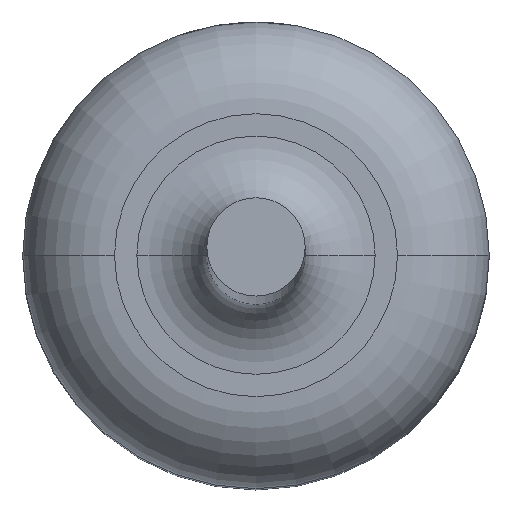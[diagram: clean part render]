
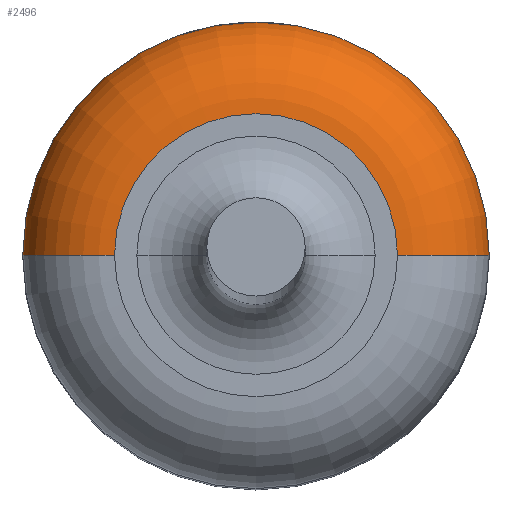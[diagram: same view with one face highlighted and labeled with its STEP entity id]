
A CAD part, top view. The second image highlights one B-rep face of the part: STEP entity #2496.
In plain terms, the highlighted toroidal (fillet/blend) face has major radius 0.77 mm and minor radius 0.5 mm.
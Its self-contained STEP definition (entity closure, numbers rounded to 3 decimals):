
#54 = EDGE_CURVE ( 'NONE', #3387, #3300, #2786, .T. ) ;
#162 = FACE_OUTER_BOUND ( 'NONE', #3137, .T. ) ;
#215 = CIRCLE ( 'NONE', #3299, 0.77 ) ;
#270 = AXIS2_PLACEMENT_3D ( 'NONE', #1582, #3157, #523 ) ;
#282 = AXIS2_PLACEMENT_3D ( 'NONE', #284, #836, #3473 ) ;
#284 = CARTESIAN_POINT ( 'NONE',  ( -0.77, 0., 2.04 ) ) ;
#481 = DIRECTION ( 'NONE',  ( 0., 0., 1. ) ) ;
#502 = VERTEX_POINT ( 'NONE', #2383 ) ;
#523 = DIRECTION ( 'NONE',  ( 0., 0., -1. ) ) ;
#584 = ORIENTED_EDGE ( 'NONE', *, *, #54, .T. ) ;
#660 = DIRECTION ( 'NONE',  ( 1., 0., 0. ) ) ;
#719 = EDGE_CURVE ( 'NONE', #1563, #3300, #215, .T. ) ;
#763 = ORIENTED_EDGE ( 'NONE', *, *, #2598, .F. ) ;
#836 = DIRECTION ( 'NONE',  ( 0., 1., 0. ) ) ;
#959 = CARTESIAN_POINT ( 'NONE',  ( 0., 0., 2.04 ) ) ;
#971 = DIRECTION ( 'NONE',  ( 0., 0., 1. ) ) ;
#1242 = CARTESIAN_POINT ( 'NONE',  ( -1.27, 0., 2.04 ) ) ;
#1463 = ORIENTED_EDGE ( 'NONE', *, *, #1743, .F. ) ;
#1512 = CIRCLE ( 'NONE', #270, 0.5 ) ;
#1563 = VERTEX_POINT ( 'NONE', #3433 ) ;
#1582 = CARTESIAN_POINT ( 'NONE',  ( 0.77, 0., 2.04 ) ) ;
#1743 = EDGE_CURVE ( 'NONE', #3387, #502, #2172, .T. ) ;
#1792 = ORIENTED_EDGE ( 'NONE', *, *, #719, .F. ) ;
#1996 = CARTESIAN_POINT ( 'NONE',  ( -0.77, 0., 2.54 ) ) ;
#2172 = CIRCLE ( 'NONE', #2404, 1.27 ) ;
#2329 = TOROIDAL_SURFACE ( 'NONE', #3035, 0.77, 0.5 ) ;
#2383 = CARTESIAN_POINT ( 'NONE',  ( 1.27, 0., 2.04 ) ) ;
#2404 = AXIS2_PLACEMENT_3D ( 'NONE', #2698, #2982, #3227 ) ;
#2496 = ADVANCED_FACE ( 'NONE', ( #162 ), #2329, .T. ) ;
#2598 = EDGE_CURVE ( 'NONE', #502, #1563, #1512, .T. ) ;
#2698 = CARTESIAN_POINT ( 'NONE',  ( 0., 0., 2.04 ) ) ;
#2786 = CIRCLE ( 'NONE', #282, 0.5 ) ;
#2982 = DIRECTION ( 'NONE',  ( 0., 0., -1. ) ) ;
#3035 = AXIS2_PLACEMENT_3D ( 'NONE', #959, #971, #660 ) ;
#3137 = EDGE_LOOP ( 'NONE', ( #1463, #584, #1792, #763 ) ) ;
#3157 = DIRECTION ( 'NONE',  ( 0., -1., 0. ) ) ;
#3225 = CARTESIAN_POINT ( 'NONE',  ( 0., 0., 2.54 ) ) ;
#3227 = DIRECTION ( 'NONE',  ( 1., 0., 0. ) ) ;
#3247 = DIRECTION ( 'NONE',  ( 1., 0., 0. ) ) ;
#3299 = AXIS2_PLACEMENT_3D ( 'NONE', #3225, #481, #3247 ) ;
#3300 = VERTEX_POINT ( 'NONE', #1996 ) ;
#3387 = VERTEX_POINT ( 'NONE', #1242 ) ;
#3433 = CARTESIAN_POINT ( 'NONE',  ( 0.77, 0., 2.54 ) ) ;
#3473 = DIRECTION ( 'NONE',  ( -1., 0., 0. ) ) ;
